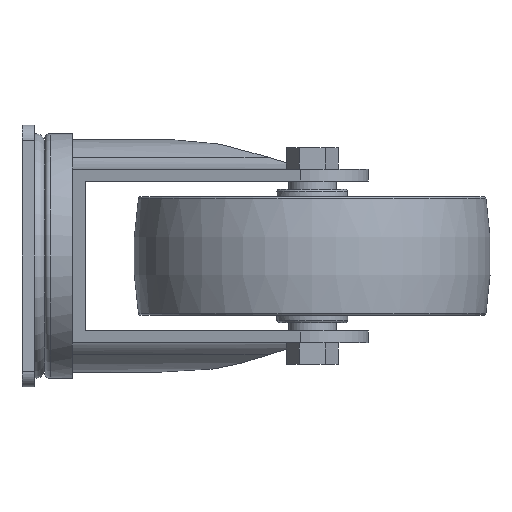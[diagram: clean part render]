
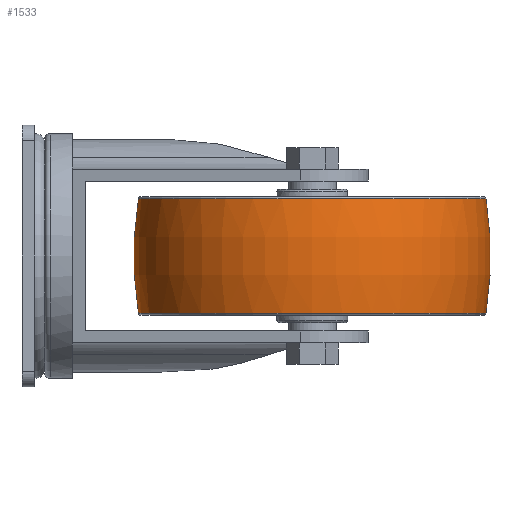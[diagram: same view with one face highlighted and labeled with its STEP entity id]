
A CAD part, left-side view. The second image highlights one B-rep face of the part: STEP entity #1533.
In plain terms, the highlighted toroidal (fillet/blend) face has major radius 75 mm and minor radius 150 mm.
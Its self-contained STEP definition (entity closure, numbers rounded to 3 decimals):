
#20=DEGENERATE_TOROIDAL_SURFACE('',#1707,75.,150.,
 .F.);
#721=ORIENTED_EDGE('',*,*,#935,.T.);
#722=ORIENTED_EDGE('',*,*,#934,.F.);
#934=EDGE_CURVE('',#1079,#1079,#1150,.T.);
#935=EDGE_CURVE('',#1080,#1080,#1151,.T.);
#1079=VERTEX_POINT('',#2622);
#1080=VERTEX_POINT('',#2625);
#1150=CIRCLE('',#1706,73.041);
#1151=CIRCLE('',#1708,73.041);
#1272=EDGE_LOOP('',(#721));
#1273=EDGE_LOOP('',(#722));
#1404=FACE_BOUND('',#1272,.T.);
#1405=FACE_BOUND('',#1273,.T.);
#1533=ADVANCED_FACE('',(#1404,#1405),#20,.F.);
#1706=AXIS2_PLACEMENT_3D('',#2621,#2148,#2149);
#1707=AXIS2_PLACEMENT_3D('',#2623,#2150,#2151);
#1708=AXIS2_PLACEMENT_3D('',#2624,#2152,#2153);
#2148=DIRECTION('',(0.,0.,-1.));
#2149=DIRECTION('',(-1.,0.,0.));
#2150=DIRECTION('',(0.,0.,-1.));
#2151=DIRECTION('',(-1.,0.,0.));
#2152=DIRECTION('',(0.,0.,-1.));
#2153=DIRECTION('',(-1.,0.,0.));
#2621=CARTESIAN_POINT('',(0.,0.,-24.161));
#2622=CARTESIAN_POINT('',(-73.041,0.,-24.161));
#2623=CARTESIAN_POINT('',(0.,0.,0.));
#2624=CARTESIAN_POINT('',(0.,0.,24.161));
#2625=CARTESIAN_POINT('',(-73.041,0.,24.161));
